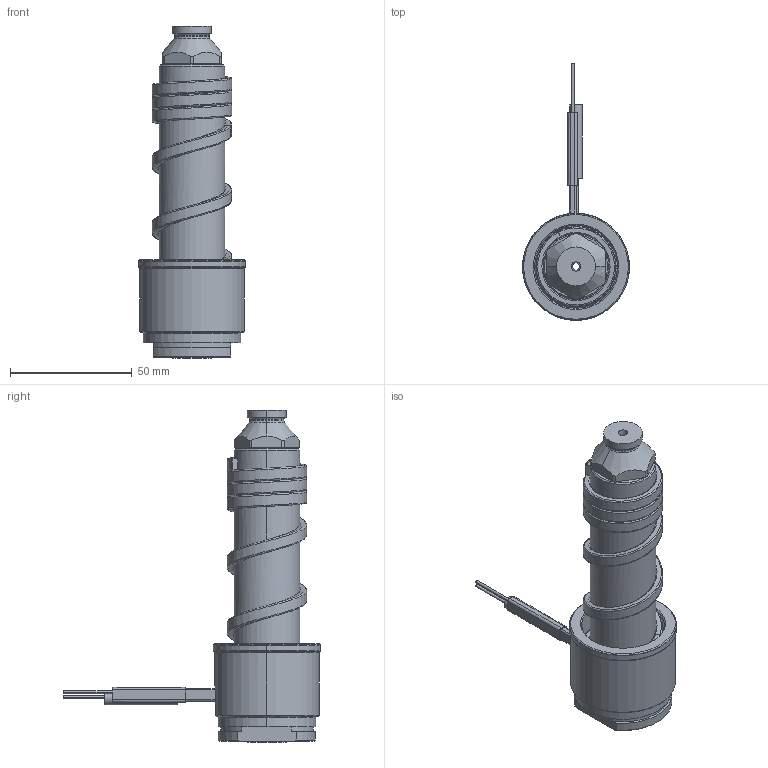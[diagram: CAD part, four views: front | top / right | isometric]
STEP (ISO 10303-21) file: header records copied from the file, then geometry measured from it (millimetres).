
FILE_DESCRIPTION((''),'2;1');
FILE_NAME('EL-136-APO-N','2014-02-17T',('Íàòàëüÿ'),('IMID'),'PRO/ENGINEER BY PARAMETRIC TECHNOLOGY CORPORATION, 2010480','PRO/ENGINEER BY PARAMETRIC TECHNOLOGY CORPORATION, 2010480','');
FILE_SCHEMA(('CONFIG_CONTROL_DESIGN'));
Length unit declared in the file: millimetre
Products named in the file (1): EL-136-APO-N
Bounding box: 44 x 105.5 x 136.3 mm (x, y, z)
Volume: 98653.6 mm3; surface area: 37207 mm2
Topology: 1 solids, 8 shells, 295 faces, 732 edges, 434 vertices
Faces by surface type: cylinder 98, bspline 52, cone 50, plane 49, torus 27, revolution 9, extrusion 8, sphere 2
Entity records: 16147 total; most frequent: CARTESIAN_POINT 9469, ORIENTED_EDGE 1424, DIRECTION 1301, EDGE_CURVE 724, AXIS2_PLACEMENT_3D 515, VERTEX_POINT 434, EDGE_LOOP 316, FACE_OUTER_BOUND 295
